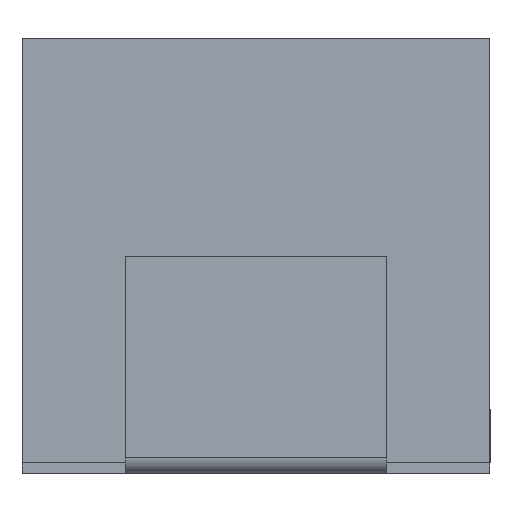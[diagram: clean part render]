
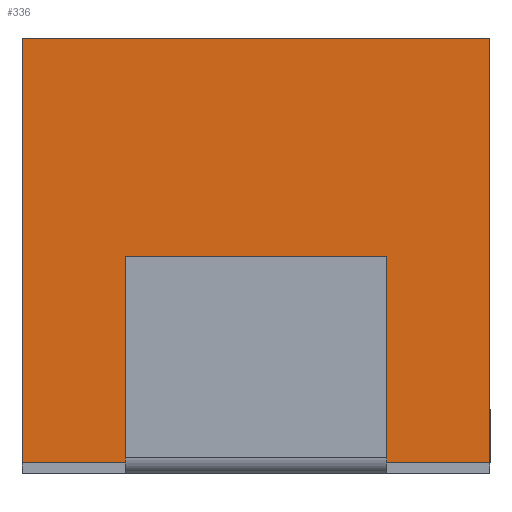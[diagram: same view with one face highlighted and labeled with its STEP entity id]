
A CAD part, left-side view. The second image highlights one B-rep face of the part: STEP entity #336.
In plain terms, the highlighted planar face has unit normal (-1, 0, 0).
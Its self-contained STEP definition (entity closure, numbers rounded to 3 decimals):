
#223=CARTESIAN_POINT('',(1.533,5.635,0.1));
#224=VERTEX_POINT('',#223);
#225=CARTESIAN_POINT('',(1.533,1.335,0.1));
#226=VERTEX_POINT('',#225);
#227=CARTESIAN_POINT('',(1.533,5.635,0.1));
#228=DIRECTION('',(0.0,-1.0,0.0));
#229=VECTOR('',#228,4.3);
#230=LINE('',#227,#229);
#231=EDGE_CURVE('',#224,#226,#230,.T.);
#288=CARTESIAN_POINT('',(1.533,1.335,4.0));
#289=VERTEX_POINT('',#288);
#296=CARTESIAN_POINT('',(1.533,1.335,0.1));
#297=DIRECTION('',(0.0,0.0,1.0));
#298=VECTOR('',#297,3.9);
#299=LINE('',#296,#298);
#300=EDGE_CURVE('',#226,#289,#299,.T.);
#313=CARTESIAN_POINT('',(1.533,1.335,0.0));
#314=DIRECTION('',(-1.0,0.0,0.0));
#315=DIRECTION('',(0.0,0.0,1.0));
#316=AXIS2_PLACEMENT_3D('',#313,#314,#315);
#317=PLANE('',#316);
#318=ORIENTED_EDGE('',*,*,#231,.T.);
#319=ORIENTED_EDGE('',*,*,#300,.T.);
#320=CARTESIAN_POINT('',(1.533,5.635,4.0));
#321=VERTEX_POINT('',#320);
#322=CARTESIAN_POINT('',(1.533,1.335,4.0));
#323=DIRECTION('',(0.0,1.0,0.0));
#324=VECTOR('',#323,4.3);
#325=LINE('',#322,#324);
#326=EDGE_CURVE('',#289,#321,#325,.T.);
#327=ORIENTED_EDGE('',*,*,#326,.T.);
#328=CARTESIAN_POINT('',(1.533,5.635,0.1));
#329=DIRECTION('',(0.0,0.0,1.0));
#330=VECTOR('',#329,3.9);
#331=LINE('',#328,#330);
#332=EDGE_CURVE('',#224,#321,#331,.T.);
#333=ORIENTED_EDGE('',*,*,#332,.F.);
#334=EDGE_LOOP('',(#318,#319,#327,#333));
#335=FACE_OUTER_BOUND('',#334,.T.);
#336=ADVANCED_FACE('',(#335),#317,.T.);
